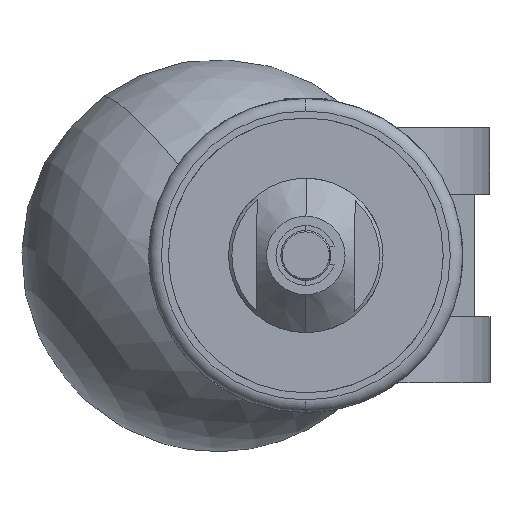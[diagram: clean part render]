
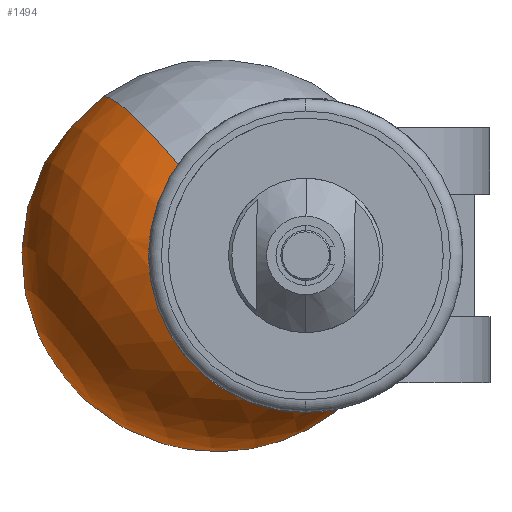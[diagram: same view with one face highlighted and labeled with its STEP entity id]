
A CAD part, left-side view. The second image highlights one B-rep face of the part: STEP entity #1494.
In plain terms, the highlighted spherical face has radius 15.875 mm.
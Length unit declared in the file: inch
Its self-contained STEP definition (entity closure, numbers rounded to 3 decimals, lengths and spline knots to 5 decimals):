
#648 = VERTEX_POINT ( 'NONE', #2091 ) ;
#1069 = CARTESIAN_POINT ( 'NONE',  ( 5.15962, 0.19044, 0. ) ) ;
#1311 = DIRECTION ( 'NONE',  ( 0.127, -0.801, 0.585 ) ) ;
#1494 = ADVANCED_FACE ( 'NONE', ( #7947 ), #9849, .T. ) ;
#2091 = CARTESIAN_POINT ( 'NONE',  ( 6.3427, 0.37782, 0. ) ) ;
#2214 = DIRECTION ( 'NONE',  ( 0.988, 0.156, 0. ) ) ;
#3233 = CARTESIAN_POINT ( 'NONE',  ( 5.72539, 0.28004, 0. ) ) ;
#3371 = VERTEX_POINT ( 'NONE', #6264 ) ;
#3393 = VERTEX_POINT ( 'NONE', #12643 ) ;
#3455 = DIRECTION ( 'NONE',  ( -0.127, 0.801, -0.585 ) ) ;
#3613 = EDGE_CURVE ( 'NONE', #14206, #3393, #10444, .T. ) ;
#3822 = ORIENTED_EDGE ( 'NONE', *, *, #3613, .T. ) ;
#4240 = CARTESIAN_POINT ( 'NONE',  ( 5.72539, 0.28004, 0. ) ) ;
#4614 = AXIS2_PLACEMENT_3D ( 'NONE', #12170, #8747, #5451 ) ;
#4910 = CIRCLE ( 'NONE', #13878, 0.625 ) ;
#5451 = DIRECTION ( 'NONE',  ( 0.092, -0.578, -0.811 ) ) ;
#6142 = AXIS2_PLACEMENT_3D ( 'NONE', #1069, #2214, #8476 ) ;
#6203 = AXIS2_PLACEMENT_3D ( 'NONE', #4240, #7520, #6736 ) ;
#6264 = CARTESIAN_POINT ( 'NONE',  ( 5.13674, 0.3349, 0.20274 ) ) ;
#6696 = DIRECTION ( 'NONE',  ( 0., 0.59, 0.808 ) ) ;
#6736 = DIRECTION ( 'NONE',  ( 0., -0.59, -0.808 ) ) ;
#6758 = CARTESIAN_POINT ( 'NONE',  ( 5.15962, 0.19044, 0. ) ) ;
#7024 = EDGE_CURVE ( 'NONE', #3393, #3371, #12384, .T. ) ;
#7520 = DIRECTION ( 'NONE',  ( 0.127, -0.801, 0.585 ) ) ;
#7875 = AXIS2_PLACEMENT_3D ( 'NONE', #6758, #12268, #1311 ) ;
#7947 = FACE_OUTER_BOUND ( 'NONE', #8485, .T. ) ;
#8476 = DIRECTION ( 'NONE',  ( 0.127, -0.801, 0.585 ) ) ;
#8485 = EDGE_LOOP ( 'NONE', ( #14131, #11213, #3822, #13505 ) ) ;
#8747 = DIRECTION ( 'NONE',  ( 0.127, -0.801, 0.585 ) ) ;
#9016 = CARTESIAN_POINT ( 'NONE',  ( 5.1825, 0.04597, -0.20274 ) ) ;
#9332 = EDGE_CURVE ( 'NONE', #648, #14206, #4910, .T. ) ;
#9849 = SPHERICAL_SURFACE ( 'NONE', #4614, 0.625 ) ;
#10444 = CIRCLE ( 'NONE', #7875, 0.25 ) ;
#11213 = ORIENTED_EDGE ( 'NONE', *, *, #9332, .T. ) ;
#11353 = EDGE_CURVE ( 'NONE', #648, #3371, #12897, .T. ) ;
#12170 = CARTESIAN_POINT ( 'NONE',  ( 5.72539, 0.28004, 0. ) ) ;
#12268 = DIRECTION ( 'NONE',  ( 0.988, 0.156, 0. ) ) ;
#12384 = CIRCLE ( 'NONE', #6142, 0.25 ) ;
#12643 = CARTESIAN_POINT ( 'NONE',  ( 5.12791, 0.39068, -0.14627 ) ) ;
#12897 = CIRCLE ( 'NONE', #6203, 0.625 ) ;
#13505 = ORIENTED_EDGE ( 'NONE', *, *, #7024, .T. ) ;
#13878 = AXIS2_PLACEMENT_3D ( 'NONE', #3233, #3455, #6696 ) ;
#14131 = ORIENTED_EDGE ( 'NONE', *, *, #11353, .F. ) ;
#14206 = VERTEX_POINT ( 'NONE', #9016 ) ;
